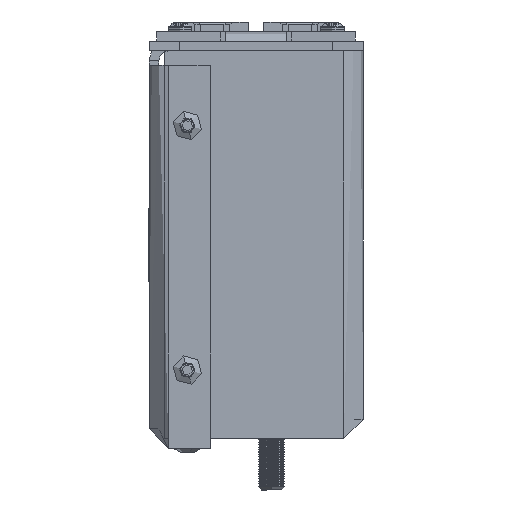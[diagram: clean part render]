
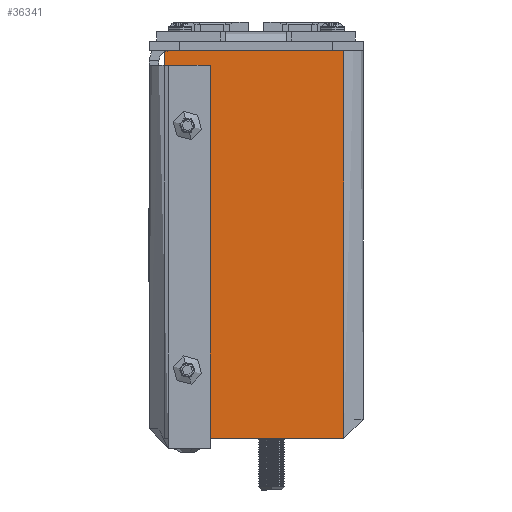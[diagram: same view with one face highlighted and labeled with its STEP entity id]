
A CAD part, left-side view. The second image highlights one B-rep face of the part: STEP entity #36341.
In plain terms, the highlighted planar face has unit normal (-1, 0, 0).
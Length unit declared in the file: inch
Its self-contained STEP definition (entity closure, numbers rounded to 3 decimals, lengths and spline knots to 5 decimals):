
#538 = DIRECTION ( 'NONE',  ( 0., -1., 0. ) ) ;
#1379 = FACE_BOUND ( 'NONE', #74931, .T. ) ;
#3852 = ORIENTED_EDGE ( 'NONE', *, *, #31804, .F. ) ;
#4428 = DIRECTION ( 'NONE',  ( 0., 0., -1. ) ) ;
#6492 = CIRCLE ( 'NONE', #93338, 0.0625 ) ;
#15220 = VERTEX_POINT ( 'NONE', #95311 ) ;
#16158 = ORIENTED_EDGE ( 'NONE', *, *, #66268, .F. ) ;
#17604 = ORIENTED_EDGE ( 'NONE', *, *, #69856, .F. ) ;
#20307 = EDGE_CURVE ( 'NONE', #65961, #63817, #36233, .T. ) ;
#28488 = CARTESIAN_POINT ( 'NONE',  ( -8.4835, 1.375, -1.026 ) ) ;
#29021 = DIRECTION ( 'NONE',  ( -1., 0., 0. ) ) ;
#30714 = EDGE_CURVE ( 'NONE', #85909, #66107, #103990, .T. ) ;
#31804 = EDGE_CURVE ( 'NONE', #66107, #85909, #45883, .T. ) ;
#33579 = CARTESIAN_POINT ( 'NONE',  ( -8.4835, 1.625, -1.5855 ) ) ;
#34577 = VECTOR ( 'NONE', #114029, 39.37008 ) ;
#35959 = DIRECTION ( 'NONE',  ( 0., -1., 0. ) ) ;
#36021 = VERTEX_POINT ( 'NONE', #101198 ) ;
#36233 = LINE ( 'NONE', #84424, #34577 ) ;
#36341 = ADVANCED_FACE ( 'NONE', ( #1379, #118225, #43518 ), #104091, .F. ) ;
#37428 = CIRCLE ( 'NONE', #124495, 0.0625 ) ;
#43518 = FACE_OUTER_BOUND ( 'NONE', #104865, .T. ) ;
#45298 = ORIENTED_EDGE ( 'NONE', *, *, #95185, .T. ) ;
#45883 = CIRCLE ( 'NONE', #88598, 0.0625 ) ;
#49383 = DIRECTION ( 'NONE',  ( 0., -1., 0. ) ) ;
#53148 = CARTESIAN_POINT ( 'NONE',  ( -8.4835, 1.5, -1.026 ) ) ;
#55787 = AXIS2_PLACEMENT_3D ( 'NONE', #82741, #114074, #114940 ) ;
#58228 = DIRECTION ( 'NONE',  ( 0., 1., 0. ) ) ;
#58905 = CARTESIAN_POINT ( 'NONE',  ( -8.4835, 0.15748, -1.5855 ) ) ;
#59251 = VECTOR ( 'NONE', #58228, 39.37008 ) ;
#60618 = CARTESIAN_POINT ( 'NONE',  ( -8.4835, 1.4375, 0.974 ) ) ;
#61333 = DIRECTION ( 'NONE',  ( -1., 0., 0. ) ) ;
#62433 = EDGE_CURVE ( 'NONE', #15220, #74948, #37428, .T. ) ;
#63817 = VERTEX_POINT ( 'NONE', #33579 ) ;
#64090 = CARTESIAN_POINT ( 'NONE',  ( -8.4835, 1.625, -1.5855 ) ) ;
#65074 = AXIS2_PLACEMENT_3D ( 'NONE', #95662, #85627, #35959 ) ;
#65727 = CARTESIAN_POINT ( 'NONE',  ( -8.4835, 0.15748, -1.5855 ) ) ;
#65885 = VERTEX_POINT ( 'NONE', #93263 ) ;
#65961 = VERTEX_POINT ( 'NONE', #58905 ) ;
#66107 = VERTEX_POINT ( 'NONE', #53148 ) ;
#66268 = EDGE_CURVE ( 'NONE', #36021, #65961, #107870, .T. ) ;
#66843 = EDGE_CURVE ( 'NONE', #36021, #65885, #121602, .T. ) ;
#69856 = EDGE_CURVE ( 'NONE', #74948, #15220, #6492, .T. ) ;
#74931 = EDGE_LOOP ( 'NONE', ( #17604, #100639 ) ) ;
#74948 = VERTEX_POINT ( 'NONE', #89243 ) ;
#75745 = DIRECTION ( 'NONE',  ( 0., 0., -1. ) ) ;
#82741 = CARTESIAN_POINT ( 'NONE',  ( -8.4835, 1.625, -1.5855 ) ) ;
#84424 = CARTESIAN_POINT ( 'NONE',  ( -8.4835, 0.15748, -1.5855 ) ) ;
#85594 = ORIENTED_EDGE ( 'NONE', *, *, #20307, .F. ) ;
#85627 = DIRECTION ( 'NONE',  ( -1., 0., 0. ) ) ;
#85783 = ORIENTED_EDGE ( 'NONE', *, *, #66843, .T. ) ;
#85909 = VERTEX_POINT ( 'NONE', #28488 ) ;
#88598 = AXIS2_PLACEMENT_3D ( 'NONE', #88610, #29021, #49383 ) ;
#88610 = CARTESIAN_POINT ( 'NONE',  ( -8.4835, 1.4375, -1.026 ) ) ;
#89020 = EDGE_LOOP ( 'NONE', ( #105831, #3852 ) ) ;
#89243 = CARTESIAN_POINT ( 'NONE',  ( -8.4835, 1.375, 0.974 ) ) ;
#93263 = CARTESIAN_POINT ( 'NONE',  ( -8.4835, 1.625, 1.5855 ) ) ;
#93338 = AXIS2_PLACEMENT_3D ( 'NONE', #60618, #102015, #538 ) ;
#95185 = EDGE_CURVE ( 'NONE', #65885, #63817, #119539, .T. ) ;
#95311 = CARTESIAN_POINT ( 'NONE',  ( -8.4835, 1.5, 0.974 ) ) ;
#95662 = CARTESIAN_POINT ( 'NONE',  ( -8.4835, 1.4375, -1.026 ) ) ;
#100639 = ORIENTED_EDGE ( 'NONE', *, *, #62433, .F. ) ;
#101198 = CARTESIAN_POINT ( 'NONE',  ( -8.4835, 0.15748, 1.5855 ) ) ;
#102015 = DIRECTION ( 'NONE',  ( -1., 0., 0. ) ) ;
#103990 = CIRCLE ( 'NONE', #65074, 0.0625 ) ;
#104091 = PLANE ( 'NONE',  #55787 ) ;
#104865 = EDGE_LOOP ( 'NONE', ( #45298, #85594, #16158, #85783 ) ) ;
#105831 = ORIENTED_EDGE ( 'NONE', *, *, #30714, .F. ) ;
#107870 = LINE ( 'NONE', #65727, #128096 ) ;
#109363 = CARTESIAN_POINT ( 'NONE',  ( -8.4835, 1.4375, 0.974 ) ) ;
#109782 = DIRECTION ( 'NONE',  ( 0., -1., 0. ) ) ;
#113351 = VECTOR ( 'NONE', #4428, 39.37008 ) ;
#114029 = DIRECTION ( 'NONE',  ( 0., 1., 0. ) ) ;
#114074 = DIRECTION ( 'NONE',  ( 1., 0., 0. ) ) ;
#114940 = DIRECTION ( 'NONE',  ( 0., 1., 0. ) ) ;
#118225 = FACE_BOUND ( 'NONE', #89020, .T. ) ;
#119539 = LINE ( 'NONE', #64090, #113351 ) ;
#121602 = LINE ( 'NONE', #127968, #59251 ) ;
#124495 = AXIS2_PLACEMENT_3D ( 'NONE', #109363, #61333, #109782 ) ;
#127968 = CARTESIAN_POINT ( 'NONE',  ( -8.4835, 1.625, 1.5855 ) ) ;
#128096 = VECTOR ( 'NONE', #75745, 39.37008 ) ;
